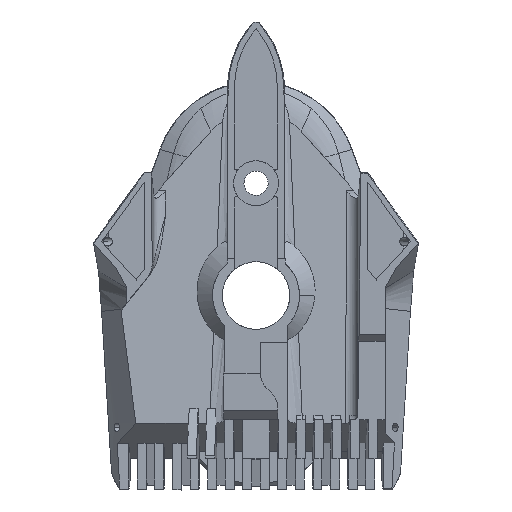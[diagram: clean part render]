
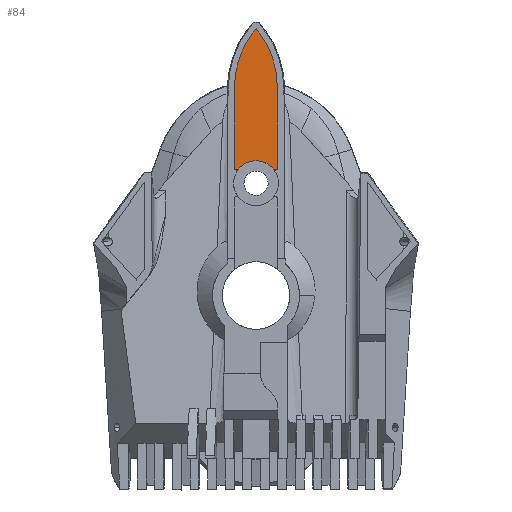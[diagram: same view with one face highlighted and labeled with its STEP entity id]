
A CAD part, top view. The second image highlights one B-rep face of the part: STEP entity #84.
In plain terms, the highlighted planar face has unit normal (0, 0, 1).
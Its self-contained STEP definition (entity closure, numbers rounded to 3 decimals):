
#84=ADVANCED_FACE('',(#454),#6223,.T.);
#454=FACE_OUTER_BOUND('',#825,.T.);
#825=EDGE_LOOP('',(#1443,#1444,#1445,#1446,#1447,#1448,#1449,#1450,#1451));
#1443=ORIENTED_EDGE('',*,*,#3913,.T.);
#1444=ORIENTED_EDGE('',*,*,#3474,.T.);
#1445=ORIENTED_EDGE('',*,*,#3465,.T.);
#1446=ORIENTED_EDGE('',*,*,#3469,.T.);
#1447=ORIENTED_EDGE('',*,*,#3457,.T.);
#1448=ORIENTED_EDGE('',*,*,#3459,.T.);
#1449=ORIENTED_EDGE('',*,*,#3462,.T.);
#1450=ORIENTED_EDGE('',*,*,#3471,.T.);
#1451=ORIENTED_EDGE('',*,*,#3473,.T.);
#3457=EDGE_CURVE('',#5518,#5517,#4432,.T.);
#3459=EDGE_CURVE('',#5517,#5520,#4434,.T.);
#3462=EDGE_CURVE('',#5520,#5522,#4436,.T.);
#3465=EDGE_CURVE('',#5525,#5526,#4438,.T.);
#3469=EDGE_CURVE('',#5526,#5518,#4440,.T.);
#3471=EDGE_CURVE('',#5522,#5528,#4442,.T.);
#3473=EDGE_CURVE('',#5528,#5529,#5124,.T.);
#3474=EDGE_CURVE('',#5530,#5525,#5125,.T.);
#3913=EDGE_CURVE('',#5529,#5530,#5261,.T.);
#4432=B_SPLINE_CURVE_WITH_KNOTS('',3,(#14852,#14853,#14854,#14855,#14856,
#14857,#14858),.UNSPECIFIED.,.F.,.F.,(4,3,4),(129.121,131.647,
133.175),.UNSPECIFIED.);
#4434=B_SPLINE_CURVE_WITH_KNOTS('',1,(#14861,#14862),.UNSPECIFIED.,.F.,
 .F.,(2,2),(133.175,136.087),.UNSPECIFIED.);
#4436=B_SPLINE_CURVE_WITH_KNOTS('',3,(#14869,#14870,#14871,#14872,#14873,
#14874,#14875,#14876,#14877,#14878,#14879,#14880,#14881,#14882,#14883),
 .UNSPECIFIED.,.F.,.F.,(4,1,1,1,1,1,1,1,1,1,1,1,4),(136.087,137.907,
139.59,141.244,142.888,146.149,149.512,
152.888,156.262,158.125,159.827,161.672,
163.625),.UNSPECIFIED.);
#4438=B_SPLINE_CURVE_WITH_KNOTS('',1,(#14923,#14924),.UNSPECIFIED.,.F.,
 .F.,(2,2),(291.111,320.91),.UNSPECIFIED.);
#4440=B_SPLINE_CURVE_WITH_KNOTS('',3,(#14980,#14981,#14982,#14983,#14984,
#14985,#14986,#14987,#14988,#14989,#14990,#14991,#14992,#14993,#14994,#14995,
#14996,#14997,#14998),.UNSPECIFIED.,.F.,.F.,(4,1,1,1,1,1,1,1,1,1,1,1,1,
1,1,1,4),(320.91,322.886,323.739,324.749,
326.443,328.34,331.714,335.076,338.426,
340.082,341.667,343.31,344.955,345.802,
346.631,347.478,348.447),.UNSPECIFIED.);
#4442=B_SPLINE_CURVE_WITH_KNOTS('',1,(#15001,#15002),.UNSPECIFIED.,.F.,
 .F.,(2,2),(163.625,174.364),.UNSPECIFIED.);
#5124=(
BOUNDED_CURVE()
B_SPLINE_CURVE(2,(#15007,#15008,#15009),.UNSPECIFIED.,.F.,.F.)
B_SPLINE_CURVE_WITH_KNOTS((3,3),(0.,2.461),.UNSPECIFIED.)
CURVE()
GEOMETRIC_REPRESENTATION_ITEM()
RATIONAL_B_SPLINE_CURVE((1.,0.334,1.))
REPRESENTATION_ITEM('')
);
#5125=(
BOUNDED_CURVE()
B_SPLINE_CURVE(2,(#15010,#15011,#15012),.UNSPECIFIED.,.F.,.F.)
B_SPLINE_CURVE_WITH_KNOTS((3,3),(-2.461,0.),.UNSPECIFIED.)
CURVE()
GEOMETRIC_REPRESENTATION_ITEM()
RATIONAL_B_SPLINE_CURVE((1.,0.334,1.))
REPRESENTATION_ITEM('')
);
#5261=(
BOUNDED_CURVE()
B_SPLINE_CURVE(2,(#18765,#18766,#18767,#18768,#18769),.UNSPECIFIED.,.F.,
 .F.)
B_SPLINE_CURVE_WITH_KNOTS((3,2,3),(-21.99,-14.137,
-6.284),.UNSPECIFIED.)
CURVE()
GEOMETRIC_REPRESENTATION_ITEM()
RATIONAL_B_SPLINE_CURVE((1.,0.903,1.,0.903,1.))
REPRESENTATION_ITEM('')
);
#5517=VERTEX_POINT('',#13277);
#5518=VERTEX_POINT('',#13278);
#5520=VERTEX_POINT('',#13280);
#5522=VERTEX_POINT('',#13282);
#5525=VERTEX_POINT('',#13285);
#5526=VERTEX_POINT('',#13286);
#5528=VERTEX_POINT('',#13288);
#5529=VERTEX_POINT('',#13289);
#5530=VERTEX_POINT('',#13290);
#6223=PLANE('',#6516);
#6516=AXIS2_PLACEMENT_3D('',#7478,#6781,$);
#6781=DIRECTION('',(0.,0.,1.));
#7478=CARTESIAN_POINT('',(-11.257,-61.359,-40.419));
#13277=CARTESIAN_POINT('',(0.,82.173,-40.419));
#13278=CARTESIAN_POINT('',(1.435,80.192,-40.419));
#13280=CARTESIAN_POINT('',(-1.435,80.192,-40.419));
#13282=CARTESIAN_POINT('',(-9.005,54.279,-40.419));
#13285=CARTESIAN_POINT('',(9.005,24.481,-40.419));
#13286=CARTESIAN_POINT('',(9.005,54.279,-40.419));
#13288=CARTESIAN_POINT('',(-9.005,24.481,-40.419));
#13289=CARTESIAN_POINT('',(-7.228,23.852,-40.419));
#13290=CARTESIAN_POINT('',(7.228,23.852,-40.419));
#14852=CARTESIAN_POINT('',(1.435,80.192,-40.419));
#14853=CARTESIAN_POINT('',(1.137,80.604,-40.419));
#14854=CARTESIAN_POINT('',(0.839,81.015,-40.419));
#14855=CARTESIAN_POINT('',(0.541,81.427,-40.419));
#14856=CARTESIAN_POINT('',(0.36,81.676,-40.419));
#14857=CARTESIAN_POINT('',(0.18,81.925,-40.419));
#14858=CARTESIAN_POINT('',(0.,82.173,-40.419));
#14861=CARTESIAN_POINT('',(0.,82.173,-40.419));
#14862=CARTESIAN_POINT('',(-1.435,80.192,-40.419));
#14869=CARTESIAN_POINT('',(-1.435,80.192,-40.419));
#14870=CARTESIAN_POINT('',(-1.791,79.701,-40.419));
#14871=CARTESIAN_POINT('',(-2.475,78.755,-40.419));
#14872=CARTESIAN_POINT('',(-3.432,77.326,-40.419));
#14873=CARTESIAN_POINT('',(-4.285,75.901,-40.419));
#14874=CARTESIAN_POINT('',(-5.303,73.965,-40.419));
#14875=CARTESIAN_POINT('',(-6.39,71.429,-40.419));
#14876=CARTESIAN_POINT('',(-7.419,68.255,-40.419));
#14877=CARTESIAN_POINT('',(-8.193,64.972,-40.419));
#14878=CARTESIAN_POINT('',(-8.635,62.133,-40.419));
#14879=CARTESIAN_POINT('',(-8.857,59.83,-40.419));
#14880=CARTESIAN_POINT('',(-8.961,58.029,-40.419));
#14881=CARTESIAN_POINT('',(-9.005,56.196,-40.419));
#14882=CARTESIAN_POINT('',(-9.005,54.93,-40.419));
#14883=CARTESIAN_POINT('',(-9.005,54.279,-40.419));
#14923=CARTESIAN_POINT('',(9.005,24.481,-40.419));
#14924=CARTESIAN_POINT('',(9.005,54.279,-40.419));
#14980=CARTESIAN_POINT('',(9.005,54.279,-40.419));
#14981=CARTESIAN_POINT('',(9.005,54.938,-40.419));
#14982=CARTESIAN_POINT('',(9.005,55.881,-40.419));
#14983=CARTESIAN_POINT('',(8.982,57.161,-40.419));
#14984=CARTESIAN_POINT('',(8.943,58.346,-40.419));
#14985=CARTESIAN_POINT('',(8.853,59.877,-40.419));
#14986=CARTESIAN_POINT('',(8.628,62.188,-40.419));
#14987=CARTESIAN_POINT('',(8.181,65.033,-40.419));
#14988=CARTESIAN_POINT('',(7.404,68.307,-40.419));
#14989=CARTESIAN_POINT('',(6.54,70.962,-40.419));
#14990=CARTESIAN_POINT('',(5.717,72.999,-40.419));
#14991=CARTESIAN_POINT('',(5.034,74.478,-40.419));
#14992=CARTESIAN_POINT('',(4.277,75.915,-40.419));
#14993=CARTESIAN_POINT('',(3.568,77.098,-40.419));
#14994=CARTESIAN_POINT('',(2.964,78.026,-40.419));
#14995=CARTESIAN_POINT('',(2.489,78.72,-40.419));
#14996=CARTESIAN_POINT('',(1.979,79.439,-40.419));
#14997=CARTESIAN_POINT('',(1.624,79.93,-40.419));
#14998=CARTESIAN_POINT('',(1.435,80.192,-40.419));
#15001=CARTESIAN_POINT('',(-9.005,54.279,-40.419));
#15002=CARTESIAN_POINT('',(-9.005,24.481,-40.419));
#15007=CARTESIAN_POINT('',(-9.005,24.481,-40.419));
#15008=CARTESIAN_POINT('',(-9.005,21.657,-40.419));
#15009=CARTESIAN_POINT('',(-7.228,23.852,-40.419));
#15010=CARTESIAN_POINT('',(7.228,23.852,-40.419));
#15011=CARTESIAN_POINT('',(9.005,21.657,-40.419));
#15012=CARTESIAN_POINT('',(9.005,24.481,-40.419));
#18765=CARTESIAN_POINT('',(-7.228,23.852,-40.419));
#18766=CARTESIAN_POINT('',(-4.437,27.3,-40.419));
#18767=CARTESIAN_POINT('',(0.,27.3,-40.419));
#18768=CARTESIAN_POINT('',(4.437,27.3,-40.419));
#18769=CARTESIAN_POINT('',(7.228,23.852,-40.419));
